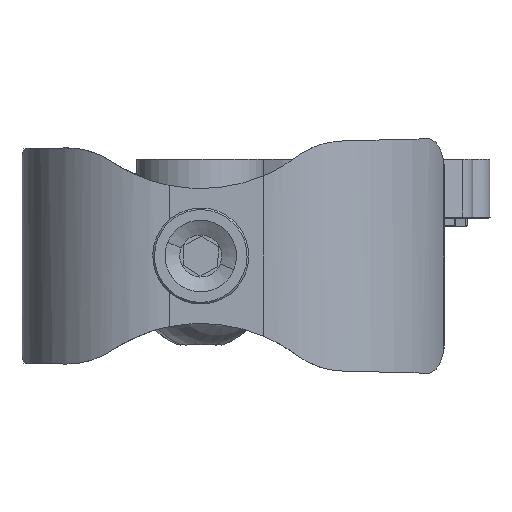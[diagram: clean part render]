
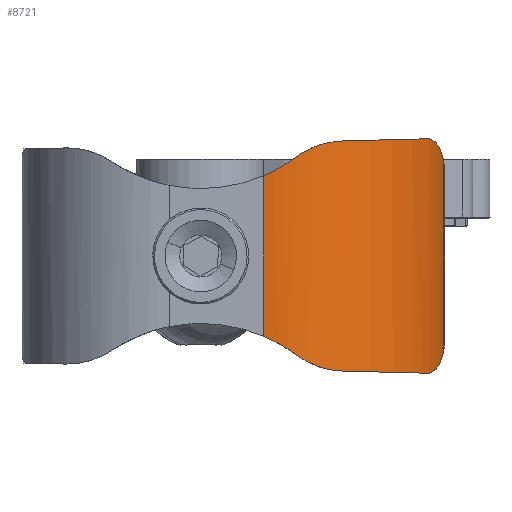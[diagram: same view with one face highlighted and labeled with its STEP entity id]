
A CAD part, left-side view. The second image highlights one B-rep face of the part: STEP entity #8721.
In plain terms, the highlighted cylindrical face has radius 22.225 mm (diameter 44.45 mm), a partial arc.
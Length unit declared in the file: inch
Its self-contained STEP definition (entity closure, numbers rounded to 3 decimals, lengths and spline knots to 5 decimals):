
#441 = VERTEX_POINT ( 'NONE', #7768 ) ;
#443 = VERTEX_POINT ( 'NONE', #7770 ) ;
#447 = VERTEX_POINT ( 'NONE', #7774 ) ;
#448 = VERTEX_POINT ( 'NONE', #7775 ) ;
#449 = VERTEX_POINT ( 'NONE', #7776 ) ;
#450 = VERTEX_POINT ( 'NONE', #7777 ) ;
#451 = VERTEX_POINT ( 'NONE', #7778 ) ;
#740 = EDGE_CURVE ( 'NONE', #7094, #7110, #3357, .T. ) ;
#1352 = ORIENTED_EDGE ( 'NONE', *, *, #2717, .T. ) ;
#1353 = ORIENTED_EDGE ( 'NONE', *, *, #740, .T. ) ;
#1354 = ORIENTED_EDGE ( 'NONE', *, *, #7204, .T. ) ;
#1355 = ORIENTED_EDGE ( 'NONE', *, *, #7206, .T. ) ;
#1356 = ORIENTED_EDGE ( 'NONE', *, *, #7208, .T. ) ;
#1357 = ORIENTED_EDGE ( 'NONE', *, *, #7212, .T. ) ;
#1358 = ORIENTED_EDGE ( 'NONE', *, *, #7214, .T. ) ;
#1359 = ORIENTED_EDGE ( 'NONE', *, *, #7216, .T. ) ;
#1360 = ORIENTED_EDGE ( 'NONE', *, *, #7218, .T. ) ;
#1361 = ORIENTED_EDGE ( 'NONE', *, *, #7219, .T. ) ;
#1720 = EDGE_LOOP ( 'NONE', ( #1352, #1353, #1354, #1355, #1356, #1357, #1358, #1359, #1360, #1361 ) ) ;
#2717 = EDGE_CURVE ( 'NONE', #7077, #7094, #9761, .T. ) ;
#3357 = LINE ( 'NONE', #3617, #3360 ) ;
#3360 = VECTOR ( 'NONE', #3629, 39.37008 ) ;
#3617 = CARTESIAN_POINT ( 'NONE',  ( 0.63625, -1.1368, 0. ) ) ;
#3629 = DIRECTION ( 'NONE',  ( 0., 0., 1. ) ) ;
#3778 = CARTESIAN_POINT ( 'NONE',  ( 0.48364, -1.07782, -0.54616 ) ) ;
#3779 = CARTESIAN_POINT ( 'NONE',  ( 0.49978, -1.08566, -0.5421 ) ) ;
#3780 = CARTESIAN_POINT ( 'NONE',  ( 0.53149, -1.09994, -0.53012 ) ) ;
#3781 = CARTESIAN_POINT ( 'NONE',  ( 0.5472, -1.10643, -0.52208 ) ) ;
#3782 = CARTESIAN_POINT ( 'NONE',  ( 0.57641, -1.11763, -0.50274 ) ) ;
#3783 = CARTESIAN_POINT ( 'NONE',  ( 0.59011, -1.12243, -0.49139 ) ) ;
#3784 = CARTESIAN_POINT ( 'NONE',  ( 0.61536, -1.1307, -0.46531 ) ) ;
#3785 = CARTESIAN_POINT ( 'NONE',  ( 0.62656, -1.13405, -0.45096 ) ) ;
#3786 = CARTESIAN_POINT ( 'NONE',  ( 0.63625, -1.1368, -0.4353 ) ) ;
#4321 = CARTESIAN_POINT ( 'NONE',  ( 0.46727, -1.0692, -0.54829 ) ) ;
#4337 = CARTESIAN_POINT ( 'NONE',  ( 0.63625, -1.1368, -0.4353 ) ) ;
#4351 = CARTESIAN_POINT ( 'NONE',  ( 0.63625, -1.1368, 0.4353 ) ) ;
#4618 = LINE ( 'NONE', #5184, #4621 ) ;
#4621 = VECTOR ( 'NONE', #5196, 39.37008 ) ;
#4656 = FACE_OUTER_BOUND ( 'NONE', #1720, .T. ) ;
#4660 = CYLINDRICAL_SURFACE ( 'NONE', #4827, 0.875 ) ;
#4827 = AXIS2_PLACEMENT_3D ( 'NONE', #5358, #5359, #5357 ) ;
#5162 = CARTESIAN_POINT ( 'NONE',  ( 0.62656, -1.13405, 0.45096 ) ) ;
#5163 = CARTESIAN_POINT ( 'NONE',  ( 0.63625, -1.1368, 0.4353 ) ) ;
#5166 = CARTESIAN_POINT ( 'NONE',  ( 0.29596, -0.97897, 0.546 ) ) ;
#5167 = CARTESIAN_POINT ( 'NONE',  ( 0.46727, -1.0692, 0.54829 ) ) ;
#5168 = CARTESIAN_POINT ( 'NONE',  ( 0.61542, -1.13071, 0.46522 ) ) ;
#5169 = CARTESIAN_POINT ( 'NONE',  ( 0.5905, -1.12256, 0.49102 ) ) ;
#5170 = CARTESIAN_POINT ( 'NONE',  ( 0.57655, -1.11768, 0.50264 ) ) ;
#5171 = CARTESIAN_POINT ( 'NONE',  ( 0.54735, -1.10649, 0.522 ) ) ;
#5172 = CARTESIAN_POINT ( 'NONE',  ( 0.532, -1.10016, 0.5299 ) ) ;
#5173 = CARTESIAN_POINT ( 'NONE',  ( 0.49989, -1.08571, 0.54208 ) ) ;
#5174 = CARTESIAN_POINT ( 'NONE',  ( 0.48364, -1.07782, 0.54616 ) ) ;
#5175 = CARTESIAN_POINT ( 'NONE',  ( 0.46727, -1.0692, 0.54829 ) ) ;
#5178 = CARTESIAN_POINT ( 'NONE',  ( 0.06408, -0.62618, 0.53706 ) ) ;
#5179 = CARTESIAN_POINT ( 'NONE',  ( 0.08114, -0.66297, 0.53799 ) ) ;
#5180 = CARTESIAN_POINT ( 'NONE',  ( 0.16256, -0.83864, 0.54244 ) ) ;
#5181 = CARTESIAN_POINT ( 'NONE',  ( 0.08114, -0.66297, 0.53799 ) ) ;
#5184 = CARTESIAN_POINT ( 'NONE',  ( 0., -0.295, 0. ) ) ;
#5185 = CARTESIAN_POINT ( 'NONE',  ( 0.05005, -0.58922, 0.53082 ) ) ;
#5186 = CARTESIAN_POINT ( 'NONE',  ( 0.03304, -0.53394, 0.51213 ) ) ;
#5187 = CARTESIAN_POINT ( 'NONE',  ( 0.02816, -0.51593, 0.50444 ) ) ;
#5188 = CARTESIAN_POINT ( 'NONE',  ( 0.01986, -0.4812, 0.48626 ) ) ;
#5189 = CARTESIAN_POINT ( 'NONE',  ( 0.0164, -0.46443, 0.47575 ) ) ;
#5190 = CARTESIAN_POINT ( 'NONE',  ( 0.01354, -0.44832, 0.46374 ) ) ;
#5191 = CARTESIAN_POINT ( 'NONE',  ( 0.01354, -0.44832, 0.46374 ) ) ;
#5192 = CARTESIAN_POINT ( 'NONE',  ( 0.00511, -0.40095, 0.42842 ) ) ;
#5196 = DIRECTION ( 'NONE',  ( 0., 0., -1. ) ) ;
#5197 = CARTESIAN_POINT ( 'NONE',  ( 0., -0.34992, 0.39895 ) ) ;
#5198 = CARTESIAN_POINT ( 'NONE',  ( 0., -0.295, 0.37545 ) ) ;
#5199 = CARTESIAN_POINT ( 'NONE',  ( 0., -0.295, -0.37545 ) ) ;
#5200 = CARTESIAN_POINT ( 'NONE',  ( 0., -0.34992, -0.39895 ) ) ;
#5206 = CARTESIAN_POINT ( 'NONE',  ( 0.01927, -0.48054, -0.48777 ) ) ;
#5207 = CARTESIAN_POINT ( 'NONE',  ( 0.01354, -0.44832, -0.46374 ) ) ;
#5208 = CARTESIAN_POINT ( 'NONE',  ( 0.00511, -0.40095, -0.42842 ) ) ;
#5209 = CARTESIAN_POINT ( 'NONE',  ( 0.01354, -0.44832, -0.46374 ) ) ;
#5212 = CARTESIAN_POINT ( 'NONE',  ( 0.16256, -0.83864, -0.54244 ) ) ;
#5213 = CARTESIAN_POINT ( 'NONE',  ( 0.08114, -0.66297, -0.53799 ) ) ;
#5214 = CARTESIAN_POINT ( 'NONE',  ( 0.02732, -0.51533, -0.50582 ) ) ;
#5215 = CARTESIAN_POINT ( 'NONE',  ( 0.05001, -0.58911, -0.5308 ) ) ;
#5216 = CARTESIAN_POINT ( 'NONE',  ( 0.06408, -0.62618, -0.53706 ) ) ;
#5217 = CARTESIAN_POINT ( 'NONE',  ( 0.08114, -0.66297, -0.53799 ) ) ;
#5219 = CARTESIAN_POINT ( 'NONE',  ( 0.29596, -0.97897, -0.546 ) ) ;
#5220 = CARTESIAN_POINT ( 'NONE',  ( 0.46727, -1.0692, -0.54829 ) ) ;
#5357 = DIRECTION ( 'NONE',  ( 1., 0., 0. ) ) ;
#5358 = CARTESIAN_POINT ( 'NONE',  ( 0.875, -0.295, 0. ) ) ;
#5359 = DIRECTION ( 'NONE',  ( 0., 0., 1. ) ) ;
#7077 = VERTEX_POINT ( 'NONE', #4321 ) ;
#7094 = VERTEX_POINT ( 'NONE', #4337 ) ;
#7110 = VERTEX_POINT ( 'NONE', #4351 ) ;
#7204 = EDGE_CURVE ( 'NONE', #7110, #443, #9815, .T. ) ;
#7206 = EDGE_CURVE ( 'NONE', #443, #447, #9816, .T. ) ;
#7208 = EDGE_CURVE ( 'NONE', #447, #448, #9817, .T. ) ;
#7212 = EDGE_CURVE ( 'NONE', #448, #450, #9818, .T. ) ;
#7214 = EDGE_CURVE ( 'NONE', #450, #441, #4618, .T. ) ;
#7216 = EDGE_CURVE ( 'NONE', #441, #451, #9819, .T. ) ;
#7218 = EDGE_CURVE ( 'NONE', #451, #449, #9820, .T. ) ;
#7219 = EDGE_CURVE ( 'NONE', #449, #7077, #9821, .T. ) ;
#7768 = CARTESIAN_POINT ( 'NONE',  ( 0., -0.295, -0.37545 ) ) ;
#7770 = CARTESIAN_POINT ( 'NONE',  ( 0.46727, -1.0692, 0.54829 ) ) ;
#7774 = CARTESIAN_POINT ( 'NONE',  ( 0.08114, -0.66297, 0.53799 ) ) ;
#7775 = CARTESIAN_POINT ( 'NONE',  ( 0.01354, -0.44832, 0.46374 ) ) ;
#7776 = CARTESIAN_POINT ( 'NONE',  ( 0.08114, -0.66297, -0.53799 ) ) ;
#7777 = CARTESIAN_POINT ( 'NONE',  ( 0., -0.295, 0.37545 ) ) ;
#7778 = CARTESIAN_POINT ( 'NONE',  ( 0.01354, -0.44832, -0.46374 ) ) ;
#8721 = ADVANCED_FACE ( 'NONE', ( #4656 ), #4660, .T. ) ;
#9455 = CARTESIAN_POINT ( 'NONE',  ( 0.46727, -1.0692, -0.54829 ) ) ;
#9761 = B_SPLINE_CURVE_WITH_KNOTS ( 'NONE', 3,
 ( #9455, #3778, #3779, #3780, #3781, #3782, #3783, #3784, #3785, #3786 ),
 .UNSPECIFIED., .F., .F.,
 ( 4, 2, 2, 2, 4 ),
 ( 0., 0.0014, 0.0028, 0.0042, 0.0056 ),
 .UNSPECIFIED. ) ;
#9815 = B_SPLINE_CURVE_WITH_KNOTS ( 'NONE', 3,
 ( #5163, #5162, #5168, #5169, #5170, #5171, #5172, #5173, #5174, #5175 ),
 .UNSPECIFIED., .F., .F.,
 ( 4, 2, 2, 2, 4 ),
 ( 0., 0.0014, 0.0028, 0.0042, 0.0056 ),
 .UNSPECIFIED. ) ;
#9816 =( BOUNDED_CURVE ( )  B_SPLINE_CURVE ( 3, ( #5167, #5166, #5180, #5181 ),
 .UNSPECIFIED., .F., .T. ) 
 B_SPLINE_CURVE_WITH_KNOTS ( ( 4, 4 ),
 ( 0.48474, 1.13676 ),
 .UNSPECIFIED. ) 
 CURVE ( )  GEOMETRIC_REPRESENTATION_ITEM ( )  RATIONAL_B_SPLINE_CURVE ( ( 1., 0.965, 0.965, 1. ) ) 
 REPRESENTATION_ITEM ( '' )  );
#9817 = B_SPLINE_CURVE_WITH_KNOTS ( 'NONE', 3,
 ( #5179, #5178, #5185, #5186, #5187, #5188, #5189, #5190 ),
 .UNSPECIFIED., .F., .F.,
 ( 4, 2, 2, 4 ),
 ( 0., 0.00305, 0.00457, 0.0061 ),
 .UNSPECIFIED. ) ;
#9818 = B_SPLINE_CURVE_WITH_KNOTS ( 'NONE', 3,
 ( #5191, #5192, #5197, #5198 ),
 .UNSPECIFIED., .F., .F.,
 ( 4, 4 ),
 ( 0., 0.00451 ),
 .UNSPECIFIED. ) ;
#9819 = B_SPLINE_CURVE_WITH_KNOTS ( 'NONE', 3,
 ( #5199, #5200, #5208, #5209 ),
 .UNSPECIFIED., .F., .F.,
 ( 4, 4 ),
 ( 0., 0.00451 ),
 .UNSPECIFIED. ) ;
#9820 = B_SPLINE_CURVE_WITH_KNOTS ( 'NONE', 3,
 ( #5207, #5206, #5214, #5215, #5216, #5217 ),
 .UNSPECIFIED., .F., .F.,
 ( 4, 2, 4 ),
 ( 0., 0.00305, 0.0061 ),
 .UNSPECIFIED. ) ;
#9821 =( BOUNDED_CURVE ( )  B_SPLINE_CURVE ( 3, ( #5213, #5212, #5219, #5220 ),
 .UNSPECIFIED., .F., .F. ) 
 B_SPLINE_CURVE_WITH_KNOTS ( ( 4, 4 ),
 ( 2.00484, 2.65685 ),
 .UNSPECIFIED. ) 
 CURVE ( )  GEOMETRIC_REPRESENTATION_ITEM ( )  RATIONAL_B_SPLINE_CURVE ( ( 1., 0.965, 0.965, 1. ) ) 
 REPRESENTATION_ITEM ( '' )  );
